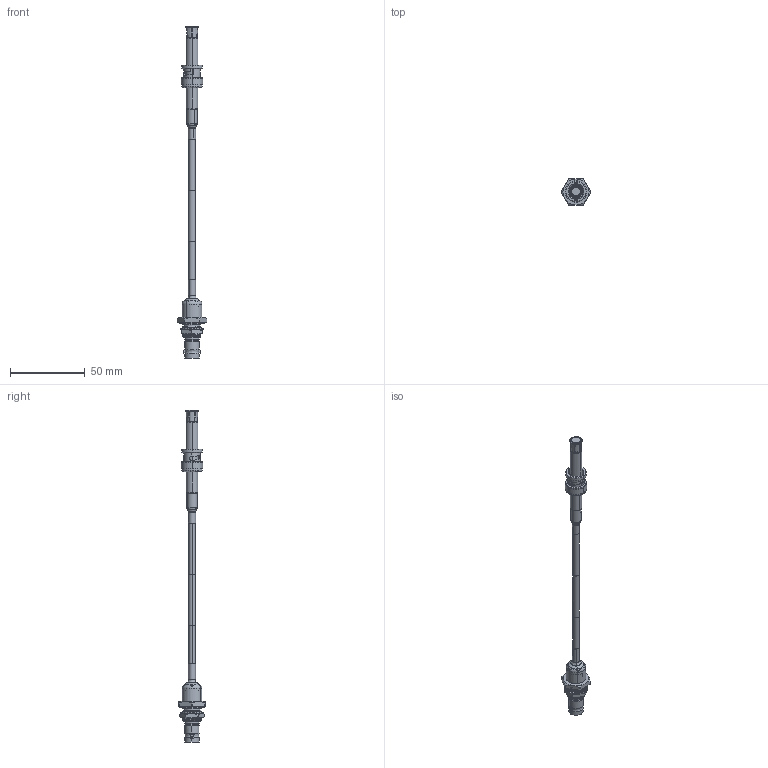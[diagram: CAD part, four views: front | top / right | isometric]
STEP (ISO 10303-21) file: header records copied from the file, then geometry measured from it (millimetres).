
FILE_DESCRIPTION (( 'STEP AP214' ), '1' );
FILE_NAME ('FMCA9796_3D.step', '2025-05-05T22:39:06', ( '' ), ( '' ), 'SwSTEP 2.0', 'SolidWorks 2022', '' );
FILE_SCHEMA (( 'AUTOMOTIVE_DESIGN' ));
Length unit declared in the file: inch
Products named in the file (6): FMCN45836; FMCA9796_3D; RG303／U_5 Inch Length with Lable; Heat Shrink^FMCA9796_Config 1; FMCN45901; Heat Shrink^FMCA9796
Assembly tree (5 placements, depth 2):
  FMCA9796_3D
    RG303／U_5 Inch Length with Lable
    FMCN45836
    FMCN45901
    Heat Shrink^FMCA9796
    Heat Shrink^FMCA9796_Config 1
Bounding box: 19.84 x 17.48 x 222.3 mm (x, y, z)
Volume: 10011.5 mm3; surface area: 10934.1 mm2
Topology: 8 solids, 9 shells, 536 faces, 1400 edges, 907 vertices
Faces by surface type: cylinder 187, plane 135, cone 100, bspline 92, torus 22
Entity records: 32027 total; most frequent: CARTESIAN_POINT 19450, ORIENTED_EDGE 2800, DIRECTION 2331, EDGE_CURVE 1400, AXIS2_PLACEMENT_3D 951, VERTEX_POINT 907, EDGE_LOOP 575, ADVANCED_FACE 536
